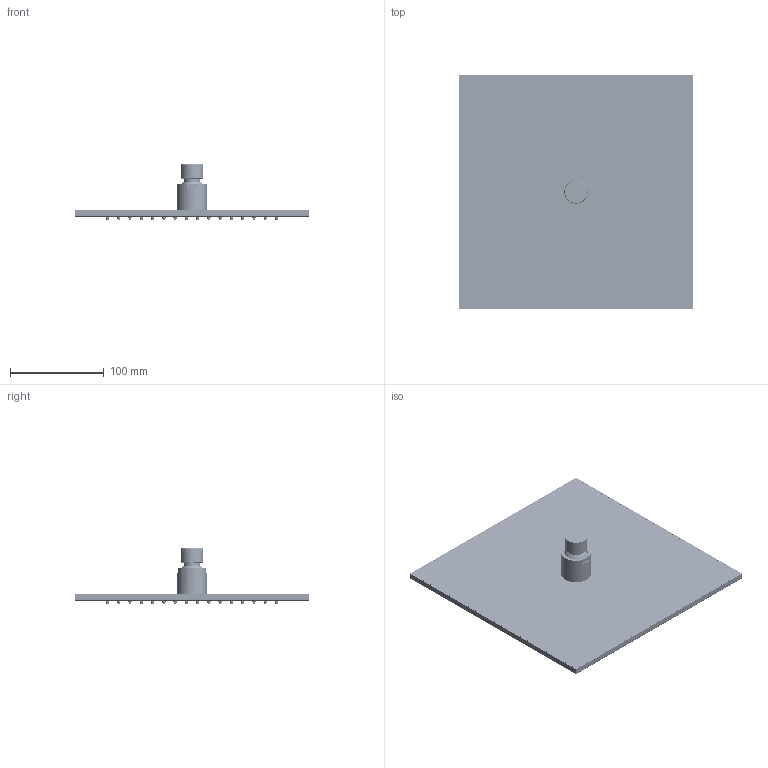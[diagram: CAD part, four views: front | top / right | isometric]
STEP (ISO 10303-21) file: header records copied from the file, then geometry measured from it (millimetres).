
FILE_DESCRIPTION(/* description */ (''),/* implementation_level */ '2;1');
FILE_NAME(/* name */ '3D_TVC000002000_Universal Beschriftung im Kopf muss raus_done.step',/* time_stamp */ '2023-02-13T10:04:09+01:00',/* author */ (''),/* organization */ (''),/* preprocessor_version */ 'ST-DEVELOPER v19.2',/* originating_system */ 'Autodesk Translation Framework v11.17.0.187',/* authorisation */ '');
FILE_SCHEMA (('AUTOMOTIVE_DESIGN { 1 0 10303 214 3 1 1 }'));
Products named in the file (7): (Nicht gespeichert); MSBC0264-P1_ASM; STCB0410-XX; STLR0044-XX; STCB0411-P1; STNB0111-P1; STMB0394-P1
Assembly tree (6 placements, depth 3):
  (Nicht gespeichert)
    MSBC0264-P1_ASM
      STCB0410-XX
    STLR0044-XX
    STCB0411-P1
    STNB0111-P1
    STMB0394-P1
Bounding box: 250 x 250 x 58.89 mm (x, y, z)
Volume: 175092.1 mm3; surface area: 307279.4 mm2
Topology: 4 solids, 161 shells, 2187 faces, 4968 edges, 3309 vertices
Faces by surface type: cone 770, plane 590, cylinder 569, torus 257, sphere 1
Full cylindrical faces by diameter (mm): 2 x1, 3 x512, 5 x1, 7 x2, 8 x1, 18 x1, 24 x1, 25 x1, 27 x1, 28.6 x1, 32 x1
Entity records: 64887 total; most frequent: DIRECTION 12813, CARTESIAN_POINT 10482, ORIENTED_EDGE 9513, AXIS2_PLACEMENT_3D 5649, EDGE_CURVE 4967, CIRCLE 3441, EDGE_LOOP 3324, VERTEX_POINT 3309
